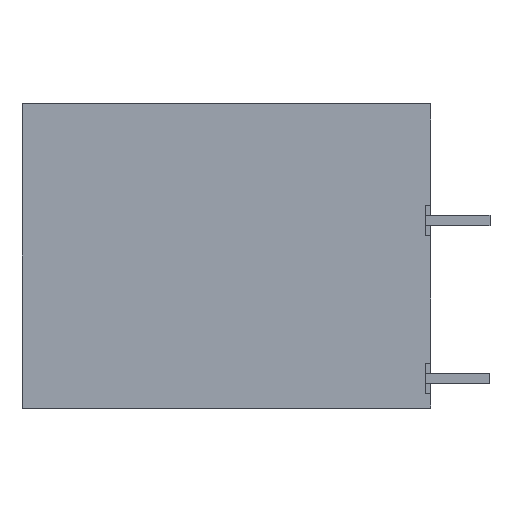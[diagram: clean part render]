
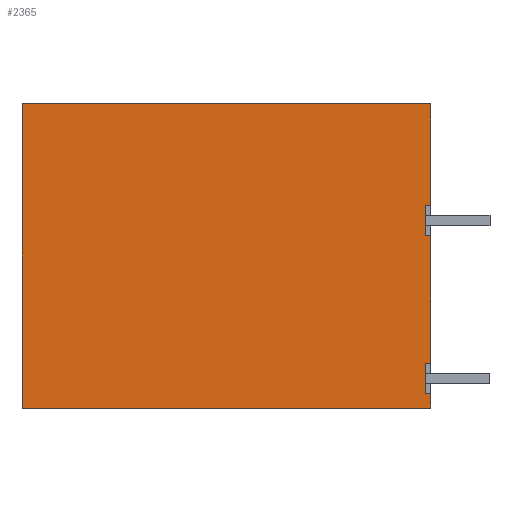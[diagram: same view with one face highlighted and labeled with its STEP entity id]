
A CAD part, left-side view. The second image highlights one B-rep face of the part: STEP entity #2365.
In plain terms, the highlighted planar face has unit normal (-1, 0, 0).
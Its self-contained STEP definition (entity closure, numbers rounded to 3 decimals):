
#2337=AXIS2_PLACEMENT_3D('Plane Axis2P3D',#2334,#2335,#2336) ;
#190=CARTESIAN_POINT('Vertex',(0.,3.8,2.65)) ;
#193=CARTESIAN_POINT('Line Origine',(0.,3.8,1.75)) ;
#197=CARTESIAN_POINT('Vertex',(0.,3.8,0.85)) ;
#414=CARTESIAN_POINT('Vertex',(0.,3.5,10.2)) ;
#417=CARTESIAN_POINT('Line Origine',(0.,3.5,6.425)) ;
#421=CARTESIAN_POINT('Vertex',(0.,3.5,2.65)) ;
#446=CARTESIAN_POINT('Vertex',(0.,3.8,10.2)) ;
#449=CARTESIAN_POINT('Line Origine',(0.,3.65,10.2)) ;
#468=CARTESIAN_POINT('Vertex',(0.,3.8,12.)) ;
#471=CARTESIAN_POINT('Line Origine',(0.,3.8,11.1)) ;
#705=CARTESIAN_POINT('Line Origine',(0.,3.65,2.65)) ;
#1329=CARTESIAN_POINT('Line Origine',(0.,3.65,0.85)) ;
#1333=CARTESIAN_POINT('Vertex',(0.,3.5,0.85)) ;
#1363=CARTESIAN_POINT('Line Origine',(0.,3.5,0.425)) ;
#1367=CARTESIAN_POINT('Vertex',(0.,3.5,0.)) ;
#1395=CARTESIAN_POINT('Line Origine',(0.,15.6,0.)) ;
#1399=CARTESIAN_POINT('Vertex',(0.,27.7,0.)) ;
#1546=CARTESIAN_POINT('Vertex',(0.,3.5,12.)) ;
#1549=CARTESIAN_POINT('Line Origine',(0.,3.65,12.)) ;
#2312=CARTESIAN_POINT('Line Origine',(0.,27.7,9.)) ;
#2316=CARTESIAN_POINT('Vertex',(0.,27.7,18.)) ;
#2334=CARTESIAN_POINT('Axis2P3D Location',(0.,0.,0.)) ;
#2339=CARTESIAN_POINT('Line Origine',(0.,3.5,15.)) ;
#2343=CARTESIAN_POINT('Vertex',(0.,3.5,18.)) ;
#2346=CARTESIAN_POINT('Line Origine',(0.,15.6,18.)) ;
#194=DIRECTION('Vector Direction',(0.,0.,-1.)) ;
#418=DIRECTION('Vector Direction',(0.,0.,-1.)) ;
#450=DIRECTION('Vector Direction',(0.,1.,0.)) ;
#472=DIRECTION('Vector Direction',(0.,0.,-1.)) ;
#706=DIRECTION('Vector Direction',(0.,1.,0.)) ;
#1330=DIRECTION('Vector Direction',(0.,1.,0.)) ;
#1364=DIRECTION('Vector Direction',(0.,0.,-1.)) ;
#1396=DIRECTION('Vector Direction',(0.,1.,0.)) ;
#1550=DIRECTION('Vector Direction',(0.,1.,0.)) ;
#2313=DIRECTION('Vector Direction',(0.,0.,1.)) ;
#2335=DIRECTION('Axis2P3D Direction',(-1.,0.,0.)) ;
#2336=DIRECTION('Axis2P3D XDirection',(0.,0.,1.)) ;
#2340=DIRECTION('Vector Direction',(0.,0.,-1.)) ;
#2347=DIRECTION('Vector Direction',(0.,-1.,0.)) ;
#195=VECTOR('Line Direction',#194,1.) ;
#419=VECTOR('Line Direction',#418,1.) ;
#451=VECTOR('Line Direction',#450,1.) ;
#473=VECTOR('Line Direction',#472,1.) ;
#707=VECTOR('Line Direction',#706,1.) ;
#1331=VECTOR('Line Direction',#1330,1.) ;
#1365=VECTOR('Line Direction',#1364,1.) ;
#1397=VECTOR('Line Direction',#1396,1.) ;
#1551=VECTOR('Line Direction',#1550,1.) ;
#2314=VECTOR('Line Direction',#2313,1.) ;
#2341=VECTOR('Line Direction',#2340,1.) ;
#2348=VECTOR('Line Direction',#2347,1.) ;
#2352=ORIENTED_EDGE('',*,*,#475,.F.) ;
#2353=ORIENTED_EDGE('',*,*,#1553,.F.) ;
#2354=ORIENTED_EDGE('',*,*,#2345,.T.) ;
#2355=ORIENTED_EDGE('',*,*,#2350,.T.) ;
#2356=ORIENTED_EDGE('',*,*,#2318,.T.) ;
#2357=ORIENTED_EDGE('',*,*,#1401,.T.) ;
#2358=ORIENTED_EDGE('',*,*,#1369,.T.) ;
#2359=ORIENTED_EDGE('',*,*,#1335,.T.) ;
#2360=ORIENTED_EDGE('',*,*,#199,.F.) ;
#2361=ORIENTED_EDGE('',*,*,#709,.F.) ;
#2362=ORIENTED_EDGE('',*,*,#423,.T.) ;
#2363=ORIENTED_EDGE('',*,*,#453,.T.) ;
#2365=ADVANCED_FACE('HOUSING',(#2364),#2338,.T.) ;
#199=EDGE_CURVE('',#191,#198,#196,.T.) ;
#423=EDGE_CURVE('',#422,#415,#420,.F.) ;
#453=EDGE_CURVE('',#415,#447,#452,.T.) ;
#475=EDGE_CURVE('',#469,#447,#474,.T.) ;
#709=EDGE_CURVE('',#422,#191,#708,.T.) ;
#1335=EDGE_CURVE('',#1334,#198,#1332,.T.) ;
#1369=EDGE_CURVE('',#1368,#1334,#1366,.F.) ;
#1401=EDGE_CURVE('',#1400,#1368,#1398,.F.) ;
#1553=EDGE_CURVE('',#1547,#469,#1552,.T.) ;
#2318=EDGE_CURVE('',#2317,#1400,#2315,.F.) ;
#2345=EDGE_CURVE('',#1547,#2344,#2342,.F.) ;
#2350=EDGE_CURVE('',#2344,#2317,#2349,.F.) ;
#2351=EDGE_LOOP('',(#2352,#2353,#2354,#2355,#2356,#2357,#2358,#2359,#2360,#2361,#2362,#2363)) ;
#2364=FACE_OUTER_BOUND('',#2351,.T.) ;
#196=LINE('Line',#193,#195) ;
#420=LINE('Line',#417,#419) ;
#452=LINE('Line',#449,#451) ;
#474=LINE('Line',#471,#473) ;
#708=LINE('Line',#705,#707) ;
#1332=LINE('Line',#1329,#1331) ;
#1366=LINE('Line',#1363,#1365) ;
#1398=LINE('Line',#1395,#1397) ;
#1552=LINE('Line',#1549,#1551) ;
#2315=LINE('Line',#2312,#2314) ;
#2342=LINE('Line',#2339,#2341) ;
#2349=LINE('Line',#2346,#2348) ;
#2338=PLANE('',#2337) ;
#191=VERTEX_POINT('',#190) ;
#198=VERTEX_POINT('',#197) ;
#415=VERTEX_POINT('',#414) ;
#422=VERTEX_POINT('',#421) ;
#447=VERTEX_POINT('',#446) ;
#469=VERTEX_POINT('',#468) ;
#1334=VERTEX_POINT('',#1333) ;
#1368=VERTEX_POINT('',#1367) ;
#1400=VERTEX_POINT('',#1399) ;
#1547=VERTEX_POINT('',#1546) ;
#2317=VERTEX_POINT('',#2316) ;
#2344=VERTEX_POINT('',#2343) ;
